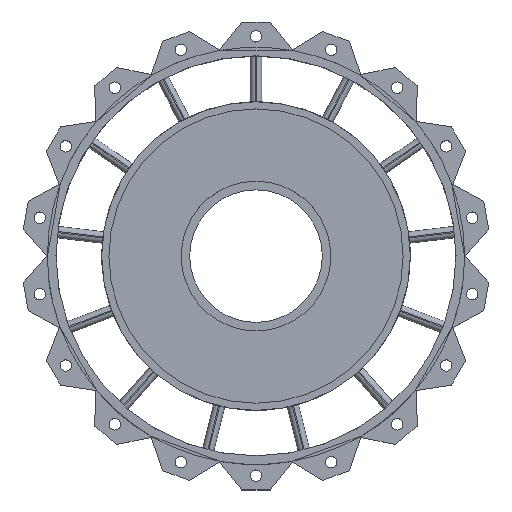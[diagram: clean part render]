
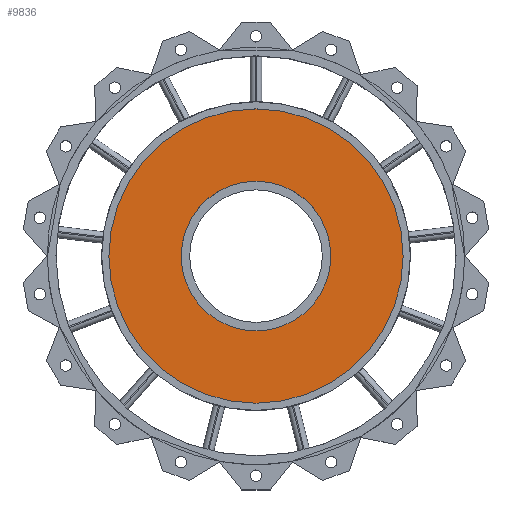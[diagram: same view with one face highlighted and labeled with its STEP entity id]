
A CAD part, top view. The second image highlights one B-rep face of the part: STEP entity #9836.
In plain terms, the highlighted planar face has unit normal (0, 0, 1).
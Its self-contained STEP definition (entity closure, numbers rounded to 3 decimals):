
#7267 = VERTEX_POINT('',#7268);
#7268 = CARTESIAN_POINT('',(25.75,0.,8.));
#7276 = EDGE_CURVE('',#7267,#7267,#7277,.T.);
#7277 = CIRCLE('',#7278,25.75);
#7278 = AXIS2_PLACEMENT_3D('',#7279,#7280,#7281);
#7279 = CARTESIAN_POINT('',(0.,0.,8.));
#7280 = DIRECTION('',(0.,0.,1.));
#7281 = DIRECTION('',(1.,0.,0.));
#9836 = ADVANCED_FACE('',(#9837,#9840),#9851,.T.);
#9837 = FACE_BOUND('',#9838,.T.);
#9838 = EDGE_LOOP('',(#9839));
#9839 = ORIENTED_EDGE('',*,*,#7276,.T.);
#9840 = FACE_BOUND('',#9841,.T.);
#9841 = EDGE_LOOP('',(#9842));
#9842 = ORIENTED_EDGE('',*,*,#9843,.F.);
#9843 = EDGE_CURVE('',#9844,#9844,#9846,.T.);
#9844 = VERTEX_POINT('',#9845);
#9845 = CARTESIAN_POINT('',(13.1,0.,8.));
#9846 = CIRCLE('',#9847,13.1);
#9847 = AXIS2_PLACEMENT_3D('',#9848,#9849,#9850);
#9848 = CARTESIAN_POINT('',(0.,0.,8.));
#9849 = DIRECTION('',(0.,0.,1.));
#9850 = DIRECTION('',(1.,0.,0.));
#9851 = PLANE('',#9852);
#9852 = AXIS2_PLACEMENT_3D('',#9853,#9854,#9855);
#9853 = CARTESIAN_POINT('',(0.,0.,8.));
#9854 = DIRECTION('',(0.,0.,1.));
#9855 = DIRECTION('',(1.,0.,0.));
